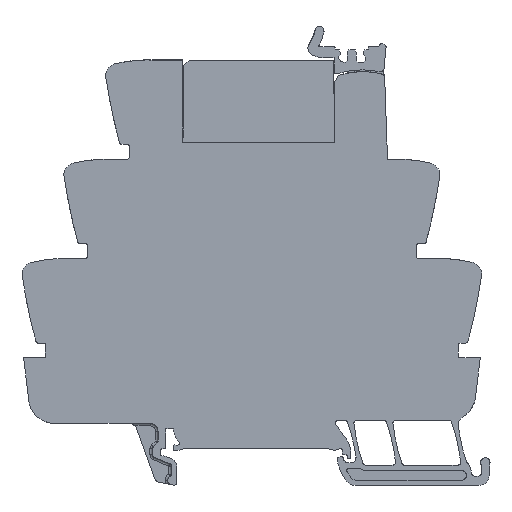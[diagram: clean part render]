
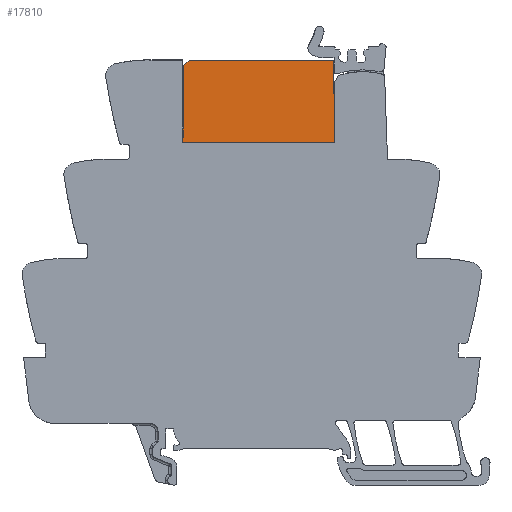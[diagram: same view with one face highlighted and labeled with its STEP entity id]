
A CAD part, left-side view. The second image highlights one B-rep face of the part: STEP entity #17810.
In plain terms, the highlighted planar face has unit normal (-1, 0, 0.011).
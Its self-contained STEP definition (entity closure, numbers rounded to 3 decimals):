
#17789=AXIS2_PLACEMENT_3D('Plane Axis2P3D',#17786,#17787,#17788) ;
#17652=CARTESIAN_POINT('Vertex',(0.,29.754,65.7)) ;
#17666=CARTESIAN_POINT('Vertex',(0.164,29.918,81.4)) ;
#17669=CARTESIAN_POINT('Line Origine',(0.082,29.836,73.55)) ;
#17690=CARTESIAN_POINT('Vertex',(0.,58.754,65.7)) ;
#17700=CARTESIAN_POINT('Line Origine',(0.,44.254,65.7)) ;
#17749=CARTESIAN_POINT('Line Origine',(0.164,43.749,81.4)) ;
#17753=CARTESIAN_POINT('Vertex',(0.164,57.579,81.4)) ;
#17786=CARTESIAN_POINT('Axis2P3D Location',(0.,57.754,65.7)) ;
#17791=CARTESIAN_POINT('Line Origine',(0.159,58.089,80.9)) ;
#17795=CARTESIAN_POINT('Vertex',(0.154,58.6,80.4)) ;
#17798=CARTESIAN_POINT('Line Origine',(0.077,58.677,73.05)) ;
#17670=DIRECTION('Vector Direction',(0.01,0.01,1.)) ;
#17701=DIRECTION('Vector Direction',(0.,-1.,0.)) ;
#17750=DIRECTION('Vector Direction',(0.,-1.,0.)) ;
#17787=DIRECTION('Axis2P3D Direction',(1.,0.,-0.01)) ;
#17788=DIRECTION('Axis2P3D XDirection',(0.,-1.,0.)) ;
#17792=DIRECTION('Vector Direction',(-0.007,0.714,-0.7)) ;
#17799=DIRECTION('Vector Direction',(0.01,-0.01,1.)) ;
#17671=VECTOR('Line Direction',#17670,1.) ;
#17702=VECTOR('Line Direction',#17701,1.) ;
#17751=VECTOR('Line Direction',#17750,1.) ;
#17793=VECTOR('Line Direction',#17792,1.) ;
#17800=VECTOR('Line Direction',#17799,1.) ;
#17804=ORIENTED_EDGE('',*,*,#17797,.F.) ;
#17805=ORIENTED_EDGE('',*,*,#17802,.F.) ;
#17806=ORIENTED_EDGE('',*,*,#17704,.F.) ;
#17807=ORIENTED_EDGE('',*,*,#17673,.F.) ;
#17808=ORIENTED_EDGE('',*,*,#17755,.F.) ;
#17810=ADVANCED_FACE('RSS-RELAIS',(#17809),#17790,.F.) ;
#17673=EDGE_CURVE('',#17667,#17653,#17672,.F.) ;
#17704=EDGE_CURVE('',#17653,#17691,#17703,.F.) ;
#17755=EDGE_CURVE('',#17754,#17667,#17752,.T.) ;
#17797=EDGE_CURVE('',#17796,#17754,#17794,.F.) ;
#17802=EDGE_CURVE('',#17691,#17796,#17801,.T.) ;
#17803=EDGE_LOOP('',(#17804,#17805,#17806,#17807,#17808)) ;
#17809=FACE_OUTER_BOUND('',#17803,.T.) ;
#17672=LINE('Line',#17669,#17671) ;
#17703=LINE('Line',#17700,#17702) ;
#17752=LINE('Line',#17749,#17751) ;
#17794=LINE('Line',#17791,#17793) ;
#17801=LINE('Line',#17798,#17800) ;
#17790=PLANE('',#17789) ;
#17653=VERTEX_POINT('',#17652) ;
#17667=VERTEX_POINT('',#17666) ;
#17691=VERTEX_POINT('',#17690) ;
#17754=VERTEX_POINT('',#17753) ;
#17796=VERTEX_POINT('',#17795) ;
